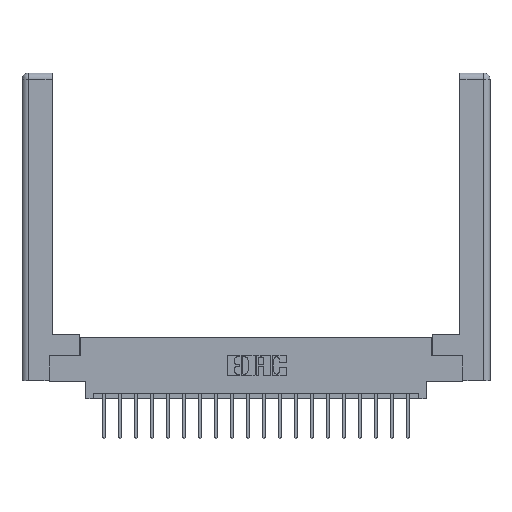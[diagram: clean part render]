
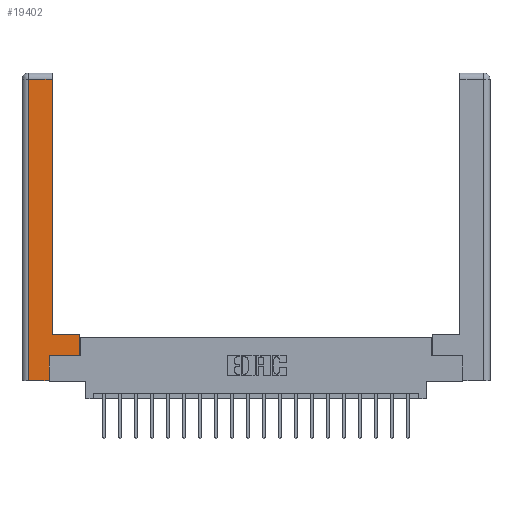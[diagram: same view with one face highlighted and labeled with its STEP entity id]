
A CAD part, top view. The second image highlights one B-rep face of the part: STEP entity #19402.
In plain terms, the highlighted planar face has unit normal (0, 0, 1).
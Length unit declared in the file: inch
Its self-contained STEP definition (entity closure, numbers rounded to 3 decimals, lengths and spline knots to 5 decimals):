
#12 = VECTOR ( 'NONE', #19862, 39.37008 ) ;
#563 = VECTOR ( 'NONE', #8616, 39.37008 ) ;
#906 = VERTEX_POINT ( 'NONE', #6042 ) ;
#951 = LINE ( 'NONE', #17448, #4780 ) ;
#1496 = CARTESIAN_POINT ( 'NONE',  ( 0.265, 0., 0. ) ) ;
#1629 = ORIENTED_EDGE ( 'NONE', *, *, #17628, .T. ) ;
#1845 = LINE ( 'NONE', #6111, #5403 ) ;
#2661 = CARTESIAN_POINT ( 'NONE',  ( 0.0615, 0., 0. ) ) ;
#3162 = CARTESIAN_POINT ( 'NONE',  ( 0.295, 2.94, 0. ) ) ;
#3335 = LINE ( 'NONE', #16795, #12 ) ;
#3619 = VECTOR ( 'NONE', #17752, 39.37008 ) ;
#4538 = CARTESIAN_POINT ( 'NONE',  ( 0., 0., 0. ) ) ;
#4751 = DIRECTION ( 'NONE',  ( -1., 0., 0. ) ) ;
#4780 = VECTOR ( 'NONE', #17513, 39.37008 ) ;
#5403 = VECTOR ( 'NONE', #10861, 39.37008 ) ;
#6042 = CARTESIAN_POINT ( 'NONE',  ( 0.565, 0.245, 0. ) ) ;
#6111 = CARTESIAN_POINT ( 'NONE',  ( 0.265, 0.245, 0. ) ) ;
#6237 = CARTESIAN_POINT ( 'NONE',  ( 0.0615, 0., 0. ) ) ;
#6270 = VECTOR ( 'NONE', #6903, 39.37008 ) ;
#6414 = EDGE_LOOP ( 'NONE', ( #19980, #1629, #20840, #6810, #14098, #8498, #17915, #8881 ) ) ;
#6794 = EDGE_CURVE ( 'NONE', #15171, #8430, #951, .T. ) ;
#6810 = ORIENTED_EDGE ( 'NONE', *, *, #6794, .T. ) ;
#6903 = DIRECTION ( 'NONE',  ( -1., 0., 0. ) ) ;
#6980 = DIRECTION ( 'NONE',  ( 0., 1., 0. ) ) ;
#7987 = CARTESIAN_POINT ( 'NONE',  ( 0.0615, 2.94, 0. ) ) ;
#7995 = LINE ( 'NONE', #19968, #563 ) ;
#8430 = VERTEX_POINT ( 'NONE', #1496 ) ;
#8442 = CARTESIAN_POINT ( 'NONE',  ( 0.295, 0.45, 0. ) ) ;
#8460 = EDGE_CURVE ( 'NONE', #14399, #17316, #17502, .T. ) ;
#8498 = ORIENTED_EDGE ( 'NONE', *, *, #10548, .T. ) ;
#8505 = LINE ( 'NONE', #2661, #3619 ) ;
#8616 = DIRECTION ( 'NONE',  ( 0., 1., 0. ) ) ;
#8881 = ORIENTED_EDGE ( 'NONE', *, *, #8460, .T. ) ;
#9073 = VERTEX_POINT ( 'NONE', #3162 ) ;
#9452 = VERTEX_POINT ( 'NONE', #20895 ) ;
#9560 = EDGE_CURVE ( 'NONE', #16484, #15171, #8505, .T. ) ;
#10108 = VECTOR ( 'NONE', #6980, 39.37008 ) ;
#10548 = EDGE_CURVE ( 'NONE', #9452, #906, #3335, .T. ) ;
#10665 = FACE_OUTER_BOUND ( 'NONE', #6414, .T. ) ;
#10861 = DIRECTION ( 'NONE',  ( 0., 1., 0. ) ) ;
#10871 = VECTOR ( 'NONE', #11458, 39.37008 ) ;
#11009 = CARTESIAN_POINT ( 'NONE',  ( 0.565, 0.45, 0. ) ) ;
#11035 = AXIS2_PLACEMENT_3D ( 'NONE', #4538, #11299, #4751 ) ;
#11127 = LINE ( 'NONE', #15012, #10108 ) ;
#11299 = DIRECTION ( 'NONE',  ( 0., 0., -1. ) ) ;
#11458 = DIRECTION ( 'NONE',  ( -1., 0., 0. ) ) ;
#11670 = LINE ( 'NONE', #16701, #6270 ) ;
#13073 = EDGE_CURVE ( 'NONE', #8430, #9452, #1845, .T. ) ;
#14098 = ORIENTED_EDGE ( 'NONE', *, *, #13073, .T. ) ;
#14380 = PLANE ( 'NONE',  #11035 ) ;
#14399 = VERTEX_POINT ( 'NONE', #11009 ) ;
#15012 = CARTESIAN_POINT ( 'NONE',  ( 0.565, 0.45, 0. ) ) ;
#15171 = VERTEX_POINT ( 'NONE', #6237 ) ;
#16484 = VERTEX_POINT ( 'NONE', #7987 ) ;
#16701 = CARTESIAN_POINT ( 'NONE',  ( 0.0615, 2.94, 0. ) ) ;
#16795 = CARTESIAN_POINT ( 'NONE',  ( 0.565, 0.245, 0. ) ) ;
#17316 = VERTEX_POINT ( 'NONE', #19134 ) ;
#17448 = CARTESIAN_POINT ( 'NONE',  ( 0.265, 0., 0. ) ) ;
#17502 = LINE ( 'NONE', #8442, #10871 ) ;
#17513 = DIRECTION ( 'NONE',  ( 1., 0., 0. ) ) ;
#17628 = EDGE_CURVE ( 'NONE', #9073, #16484, #11670, .T. ) ;
#17752 = DIRECTION ( 'NONE',  ( 0., -1., 0. ) ) ;
#17915 = ORIENTED_EDGE ( 'NONE', *, *, #20417, .T. ) ;
#19134 = CARTESIAN_POINT ( 'NONE',  ( 0.295, 0.45, 0. ) ) ;
#19402 = ADVANCED_FACE ( 'NONE', ( #10665 ), #14380, .F. ) ;
#19862 = DIRECTION ( 'NONE',  ( 1., 0., 0. ) ) ;
#19968 = CARTESIAN_POINT ( 'NONE',  ( 0.295, 3., 0. ) ) ;
#19980 = ORIENTED_EDGE ( 'NONE', *, *, #21149, .T. ) ;
#20417 = EDGE_CURVE ( 'NONE', #906, #14399, #11127, .T. ) ;
#20840 = ORIENTED_EDGE ( 'NONE', *, *, #9560, .T. ) ;
#20895 = CARTESIAN_POINT ( 'NONE',  ( 0.265, 0.245, 0. ) ) ;
#21149 = EDGE_CURVE ( 'NONE', #17316, #9073, #7995, .T. ) ;
